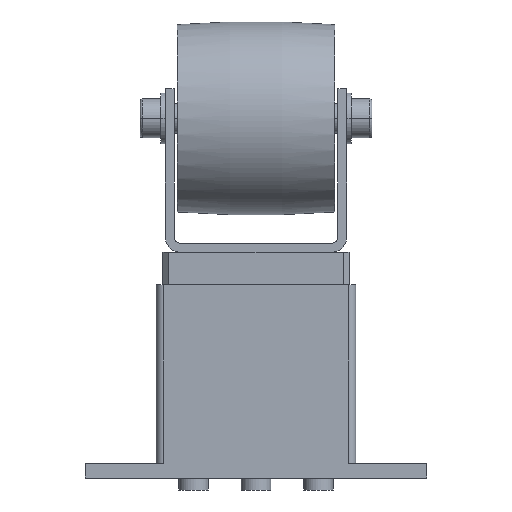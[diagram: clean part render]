
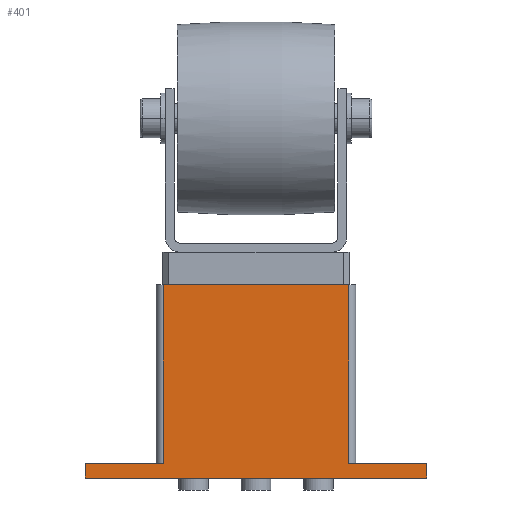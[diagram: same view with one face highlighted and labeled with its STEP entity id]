
A CAD part, left-side view. The second image highlights one B-rep face of the part: STEP entity #401.
In plain terms, the highlighted planar face has unit normal (-1, 0, 0).
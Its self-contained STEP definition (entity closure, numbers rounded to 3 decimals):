
#401=ADVANCED_FACE('',(#958),#959,.T.);
#958=FACE_OUTER_BOUND('',#1698,.T.);
#959=PLANE('',#1699);
#1698=EDGE_LOOP('',(#2733,#2734,#2735,#2736,#2737,#2738,#2739,#2740));
#1699=AXIS2_PLACEMENT_3D('',#2741,#2742,#2743);
#2733=ORIENTED_EDGE('',*,*,#4301,.T.);
#2734=ORIENTED_EDGE('',*,*,#4284,.T.);
#2735=ORIENTED_EDGE('',*,*,#4293,.T.);
#2736=ORIENTED_EDGE('',*,*,#4281,.F.);
#2737=ORIENTED_EDGE('',*,*,#4308,.T.);
#2738=ORIENTED_EDGE('',*,*,#4316,.F.);
#2739=ORIENTED_EDGE('',*,*,#4318,.T.);
#2740=ORIENTED_EDGE('',*,*,#4319,.T.);
#2741=CARTESIAN_POINT('',(-17.5,0.0,0.0));
#2742=DIRECTION('',(-1.0,0.0,0.0));
#2743=DIRECTION('',(0.0,-1.0,0.0));
#4281=EDGE_CURVE('',#5104,#5102,#5106,.T.);
#4284=EDGE_CURVE('',#5110,#5108,#5111,.T.);
#4293=EDGE_CURVE('',#5108,#5102,#5123,.T.);
#4301=EDGE_CURVE('',#5132,#5110,#5133,.T.);
#4308=EDGE_CURVE('',#5104,#5141,#5143,.T.);
#4316=EDGE_CURVE('',#5151,#5141,#5153,.T.);
#4318=EDGE_CURVE('',#5151,#5155,#5156,.T.);
#4319=EDGE_CURVE('',#5155,#5132,#5157,.T.);
#5102=VERTEX_POINT('',#6205);
#5104=VERTEX_POINT('',#6207);
#5106=LINE('',#6209,#6210);
#5108=VERTEX_POINT('',#6212);
#5110=VERTEX_POINT('',#6214);
#5111=LINE('',#6215,#6216);
#5123=LINE('',#6230,#6231);
#5132=VERTEX_POINT('',#6241);
#5133=LINE('',#6242,#6243);
#5141=VERTEX_POINT('',#6254);
#5143=LINE('',#6257,#6258);
#5151=VERTEX_POINT('',#6267);
#5153=LINE('',#6270,#6271);
#5155=VERTEX_POINT('',#6273);
#5156=LINE('',#6274,#6275);
#5157=LINE('',#6276,#6277);
#6205=CARTESIAN_POINT('',(-17.5,31.2,65.0));
#6207=CARTESIAN_POINT('',(-17.5,31.2,5.0));
#6209=CARTESIAN_POINT('',(-17.5,31.2,5.0));
#6210=VECTOR('',#7505,1.0);
#6212=CARTESIAN_POINT('',(-17.5,-31.2,65.0));
#6214=CARTESIAN_POINT('',(-17.5,-31.2,5.0));
#6215=CARTESIAN_POINT('',(-17.5,-31.2,5.0));
#6216=VECTOR('',#7509,1.0);
#6230=CARTESIAN_POINT('',(-17.5,31.2,65.0));
#6231=VECTOR('',#7524,1.0);
#6241=CARTESIAN_POINT('',(-17.5,-57.5,5.0));
#6242=CARTESIAN_POINT('',(-17.5,57.5,5.0));
#6243=VECTOR('',#7535,1.0);
#6254=CARTESIAN_POINT('',(-17.5,57.5,5.0));
#6257=CARTESIAN_POINT('',(-17.5,57.5,5.0));
#6258=VECTOR('',#7543,1.0);
#6267=CARTESIAN_POINT('',(-17.5,57.5,0.0));
#6270=CARTESIAN_POINT('',(-17.5,57.5,0.0));
#6271=VECTOR('',#7552,1.0);
#6273=CARTESIAN_POINT('',(-17.5,-57.5,0.0));
#6274=CARTESIAN_POINT('',(-17.5,57.5,0.0));
#6275=VECTOR('',#7553,1.0);
#6276=CARTESIAN_POINT('',(-17.5,-57.5,0.0));
#6277=VECTOR('',#7554,1.0);
#7505=DIRECTION('',(0.0,0.0,1.0));
#7509=DIRECTION('',(0.0,0.0,1.0));
#7524=DIRECTION('',(0.0,1.0,0.0));
#7535=DIRECTION('',(0.0,1.0,0.0));
#7543=DIRECTION('',(0.0,1.0,0.0));
#7552=DIRECTION('',(0.0,0.0,1.0));
#7553=DIRECTION('',(0.0,-1.0,0.0));
#7554=DIRECTION('',(0.0,0.0,1.0));
